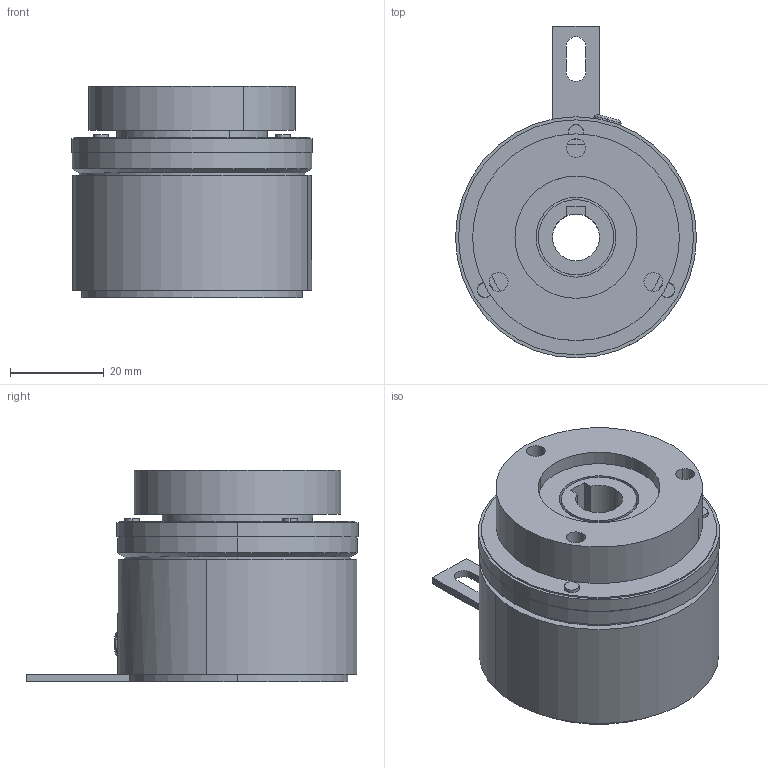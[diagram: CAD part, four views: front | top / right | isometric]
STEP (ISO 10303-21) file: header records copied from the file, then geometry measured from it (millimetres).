
FILE_DESCRIPTION (( 'STEP AP203' ), '1' );
FILE_NAME ('AMC 20_25161600.STEP', '2016-05-18T02:12:15', ( ' ' ), ( '' ), 'SwSTEP 2.0', 'SolidWorks 2009', '' );
FILE_SCHEMA (( 'CONFIG_CONTROL_DESIGN' ));
Length unit declared in the file: millimetre
Products named in the file (1): AMC 20_25161600
Bounding box: 51.3 x 70.65 x 45.1 mm (x, y, z)
Volume: 78755.2 mm3; surface area: 16317.6 mm2
Topology: 2 solids, 5 shells, 139 faces, 322 edges, 210 vertices
Faces by surface type: cylinder 86, plane 49, cone 4
Entity records: 4249 total; most frequent: CARTESIAN_POINT 800, DIRECTION 782, ORIENTED_EDGE 644, AXIS2_PLACEMENT_3D 324, EDGE_CURVE 322, VERTEX_POINT 210, CIRCLE 184, EDGE_LOOP 172
